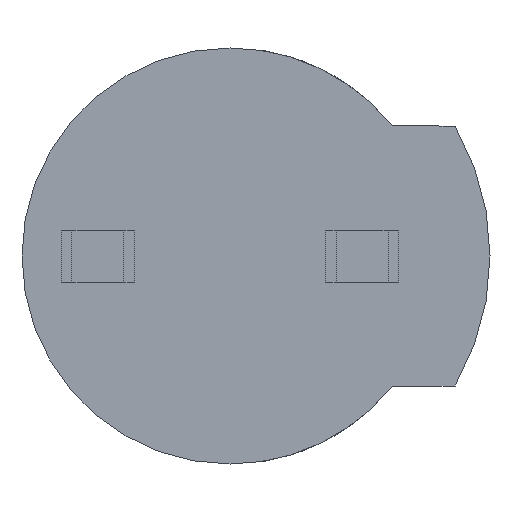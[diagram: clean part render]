
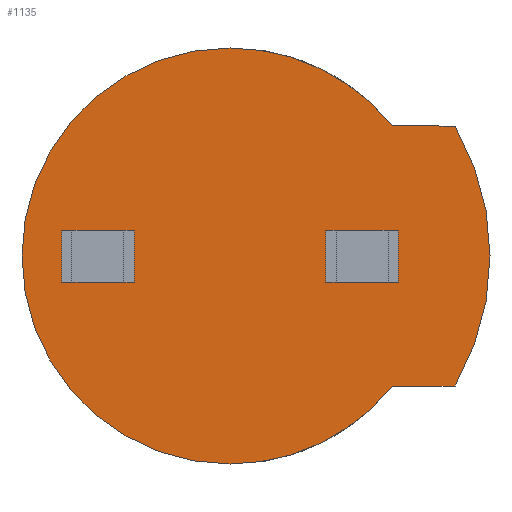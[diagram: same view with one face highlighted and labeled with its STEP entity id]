
A CAD part, front view. The second image highlights one B-rep face of the part: STEP entity #1135.
In plain terms, the highlighted planar face has unit normal (0, -1, 0).
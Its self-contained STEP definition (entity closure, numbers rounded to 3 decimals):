
#483 = EDGE_CURVE ( 'NONE', #570, #484, #2638, .T. ) ;
#484 = VERTEX_POINT ( 'NONE', #2634 ) ;
#500 = VERTEX_POINT ( 'NONE', #2752 ) ;
#502 = EDGE_CURVE ( 'NONE', #500, #503, #2751, .T. ) ;
#503 = VERTEX_POINT ( 'NONE', #2746 ) ;
#570 = VERTEX_POINT ( 'NONE', #2947 ) ;
#725 = VERTEX_POINT ( 'NONE', #3540 ) ;
#767 = EDGE_CURVE ( 'NONE', #768, #725, #3631, .T. ) ;
#768 = VERTEX_POINT ( 'NONE', #3679 ) ;
#1135 = ADVANCED_FACE ( 'NONE', ( #4762, #4761, #4760 ), #4804, .F. ) ;
#1136 = EDGE_LOOP ( 'NONE', ( #1146, #1150, #1198, #1196 ) ) ;
#1146 = ORIENTED_EDGE ( 'NONE', *, *, #1147, .F. ) ;
#1147 = EDGE_CURVE ( 'NONE', #1148, #1149, #4869, .T. ) ;
#1148 = VERTEX_POINT ( 'NONE', #4865 ) ;
#1149 = VERTEX_POINT ( 'NONE', #4864 ) ;
#1150 = ORIENTED_EDGE ( 'NONE', *, *, #1151, .F. ) ;
#1151 = EDGE_CURVE ( 'NONE', #1197, #1148, #4863, .T. ) ;
#1196 = ORIENTED_EDGE ( 'NONE', *, *, #20044, .T. ) ;
#1197 = VERTEX_POINT ( 'NONE', #4897 ) ;
#1198 = ORIENTED_EDGE ( 'NONE', *, *, #1199, .T. ) ;
#1199 = EDGE_CURVE ( 'NONE', #1197, #1200, #4896, .T. ) ;
#1200 = VERTEX_POINT ( 'NONE', #4892 ) ;
#2634 = CARTESIAN_POINT ( 'NONE',  ( 0., 0., -2. ) ) ;
#2635 = DIRECTION ( 'NONE',  ( 0., 0., 1. ) ) ;
#2636 = DIRECTION ( 'NONE',  ( 0., 1., 0. ) ) ;
#2637 = AXIS2_PLACEMENT_3D ( 'NONE', #2643, #2636, #2635 ) ;
#2638 = CIRCLE ( 'NONE', #2637, 2. ) ;
#2643 = CARTESIAN_POINT ( 'NONE',  ( 0., 0., 0. ) ) ;
#2746 = CARTESIAN_POINT ( 'NONE',  ( 1.561, 0., 1.25 ) ) ;
#2747 = DIRECTION ( 'NONE',  ( 0., 0., 1. ) ) ;
#2748 = DIRECTION ( 'NONE',  ( 0., 1., 0. ) ) ;
#2749 = CARTESIAN_POINT ( 'NONE',  ( 0., 0., 0. ) ) ;
#2750 = AXIS2_PLACEMENT_3D ( 'NONE', #2749, #2748, #2747 ) ;
#2751 = CIRCLE ( 'NONE', #2750, 2. ) ;
#2752 = CARTESIAN_POINT ( 'NONE',  ( 0., 0., 2. ) ) ;
#2947 = CARTESIAN_POINT ( 'NONE',  ( 1.561, 0., -1.25 ) ) ;
#3540 = CARTESIAN_POINT ( 'NONE',  ( -1.52, 0., 0.25 ) ) ;
#3629 = VECTOR ( 'NONE', #3680, 1000. ) ;
#3630 = CARTESIAN_POINT ( 'NONE',  ( 0., 0., 0.25 ) ) ;
#3631 = LINE ( 'NONE', #3630, #3629 ) ;
#3679 = CARTESIAN_POINT ( 'NONE',  ( -1.02, 0., 0.25 ) ) ;
#3680 = DIRECTION ( 'NONE',  ( -1., 0., 0. ) ) ;
#4760 = FACE_OUTER_BOUND ( 'NONE', #17769, .T. ) ;
#4761 = FACE_BOUND ( 'NONE', #18288, .T. ) ;
#4762 = FACE_BOUND ( 'NONE', #1136, .T. ) ;
#4799 = DIRECTION ( 'NONE',  ( 0., 0., 1. ) ) ;
#4800 = DIRECTION ( 'NONE',  ( 0., 1., 0. ) ) ;
#4801 = CARTESIAN_POINT ( 'NONE',  ( -5.641, 0., 0. ) ) ;
#4802 = AXIS2_PLACEMENT_3D ( 'NONE', #4801, #4800, #4799 ) ;
#4804 = PLANE ( 'NONE',  #4802 ) ;
#4860 = DIRECTION ( 'NONE',  ( -1., 0., 0. ) ) ;
#4861 = VECTOR ( 'NONE', #4860, 1000. ) ;
#4862 = CARTESIAN_POINT ( 'NONE',  ( 0., 0., 0.25 ) ) ;
#4863 = LINE ( 'NONE', #4862, #4861 ) ;
#4864 = CARTESIAN_POINT ( 'NONE',  ( 1.02, 0., -0.25 ) ) ;
#4865 = CARTESIAN_POINT ( 'NONE',  ( 1.02, 0., 0.25 ) ) ;
#4866 = DIRECTION ( 'NONE',  ( 0., 0., -1. ) ) ;
#4867 = VECTOR ( 'NONE', #4866, 1000. ) ;
#4868 = CARTESIAN_POINT ( 'NONE',  ( 1.02, 0., 0.25 ) ) ;
#4869 = LINE ( 'NONE', #4868, #4867 ) ;
#4892 = CARTESIAN_POINT ( 'NONE',  ( 1.52, 0., -0.25 ) ) ;
#4893 = DIRECTION ( 'NONE',  ( 0., 0., -1. ) ) ;
#4894 = VECTOR ( 'NONE', #4893, 1000. ) ;
#4895 = CARTESIAN_POINT ( 'NONE',  ( 1.52, 0., 0.25 ) ) ;
#4896 = LINE ( 'NONE', #4895, #4894 ) ;
#4897 = CARTESIAN_POINT ( 'NONE',  ( 1.52, 0., 0.25 ) ) ;
#5411 = CARTESIAN_POINT ( 'NONE',  ( -1.52, 0., -0.25 ) ) ;
#5518 = DIRECTION ( 'NONE',  ( 1., 0., 0. ) ) ;
#5519 = VECTOR ( 'NONE', #5518, 1000. ) ;
#5520 = CARTESIAN_POINT ( 'NONE',  ( -5.641, 0., -1.25 ) ) ;
#5521 = LINE ( 'NONE', #5520, #5519 ) ;
#5522 = CARTESIAN_POINT ( 'NONE',  ( 2.165, 0., 1.25 ) ) ;
#5523 = DIRECTION ( 'NONE',  ( 0., 0., 1. ) ) ;
#5524 = DIRECTION ( 'NONE',  ( 0., 1., 0. ) ) ;
#5525 = CARTESIAN_POINT ( 'NONE',  ( 0., 0., 0. ) ) ;
#5526 = AXIS2_PLACEMENT_3D ( 'NONE', #5525, #5524, #5523 ) ;
#5527 = CIRCLE ( 'NONE', #5526, 2.5 ) ;
#5528 = DIRECTION ( 'NONE',  ( 1., 0., 0. ) ) ;
#5529 = VECTOR ( 'NONE', #5528, 1000. ) ;
#5530 = CARTESIAN_POINT ( 'NONE',  ( -5.641, 0., 1.25 ) ) ;
#5531 = LINE ( 'NONE', #5530, #5529 ) ;
#5570 = CARTESIAN_POINT ( 'NONE',  ( 2.165, 0., -1.25 ) ) ;
#5671 = CARTESIAN_POINT ( 'NONE',  ( -1.02, 0., -0.25 ) ) ;
#6148 = DIRECTION ( 'NONE',  ( 0., 0., -1. ) ) ;
#6149 = VECTOR ( 'NONE', #6148, 1000. ) ;
#6150 = CARTESIAN_POINT ( 'NONE',  ( -1.02, 0., 0.25 ) ) ;
#6155 = LINE ( 'NONE', #6150, #6149 ) ;
#8112 = DIRECTION ( 'NONE',  ( -1., 0., 0. ) ) ;
#8113 = VECTOR ( 'NONE', #8112, 1000. ) ;
#8114 = CARTESIAN_POINT ( 'NONE',  ( 0., 0., -0.25 ) ) ;
#8115 = LINE ( 'NONE', #8114, #8113 ) ;
#10598 = DIRECTION ( 'NONE',  ( 0., 0., 1. ) ) ;
#10990 = DIRECTION ( 'NONE',  ( 0., 1., 0. ) ) ;
#10991 = AXIS2_PLACEMENT_3D ( 'NONE', #10997, #10990, #10598 ) ;
#10992 = CIRCLE ( 'NONE', #10991, 2. ) ;
#10997 = CARTESIAN_POINT ( 'NONE',  ( 0., 0., 0. ) ) ;
#14976 = DIRECTION ( 'NONE',  ( 0., 0., -1. ) ) ;
#14977 = VECTOR ( 'NONE', #14976, 1000. ) ;
#14978 = CARTESIAN_POINT ( 'NONE',  ( -1.52, 0., 0.25 ) ) ;
#14992 = LINE ( 'NONE', #14978, #14977 ) ;
#17483 = DIRECTION ( 'NONE',  ( -1., 0., 0. ) ) ;
#17484 = VECTOR ( 'NONE', #17483, 1000. ) ;
#17485 = CARTESIAN_POINT ( 'NONE',  ( 0., 0., -0.25 ) ) ;
#17490 = LINE ( 'NONE', #17485, #17484 ) ;
#17556 = VERTEX_POINT ( 'NONE', #5411 ) ;
#17559 = ORIENTED_EDGE ( 'NONE', *, *, #767, .F. ) ;
#17564 = ORIENTED_EDGE ( 'NONE', *, *, #17762, .T. ) ;
#17565 = ORIENTED_EDGE ( 'NONE', *, *, #18091, .T. ) ;
#17578 = ORIENTED_EDGE ( 'NONE', *, *, #18709, .F. ) ;
#17579 = ORIENTED_EDGE ( 'NONE', *, *, #502, .F. ) ;
#17580 = EDGE_CURVE ( 'NONE', #503, #17584, #5531, .T. ) ;
#17581 = ORIENTED_EDGE ( 'NONE', *, *, #17580, .F. ) ;
#17582 = EDGE_CURVE ( 'NONE', #17584, #17586, #5527, .T. ) ;
#17583 = ORIENTED_EDGE ( 'NONE', *, *, #17582, .F. ) ;
#17584 = VERTEX_POINT ( 'NONE', #5522 ) ;
#17585 = EDGE_CURVE ( 'NONE', #570, #17586, #5521, .T. ) ;
#17586 = VERTEX_POINT ( 'NONE', #5570 ) ;
#17620 = ORIENTED_EDGE ( 'NONE', *, *, #17585, .T. ) ;
#17628 = VERTEX_POINT ( 'NONE', #5671 ) ;
#17762 = EDGE_CURVE ( 'NONE', #768, #17628, #6155, .T. ) ;
#17769 = EDGE_LOOP ( 'NONE', ( #18289, #17620, #17583, #17581, #17579, #17578 ) ) ;
#18091 = EDGE_CURVE ( 'NONE', #17628, #17556, #8115, .T. ) ;
#18288 = EDGE_LOOP ( 'NONE', ( #20046, #17559, #17564, #17565 ) ) ;
#18289 = ORIENTED_EDGE ( 'NONE', *, *, #483, .F. ) ;
#18709 = EDGE_CURVE ( 'NONE', #484, #500, #10992, .T. ) ;
#19473 = EDGE_CURVE ( 'NONE', #725, #17556, #14992, .T. ) ;
#20044 = EDGE_CURVE ( 'NONE', #1200, #1149, #17490, .T. ) ;
#20046 = ORIENTED_EDGE ( 'NONE', *, *, #19473, .F. ) ;
